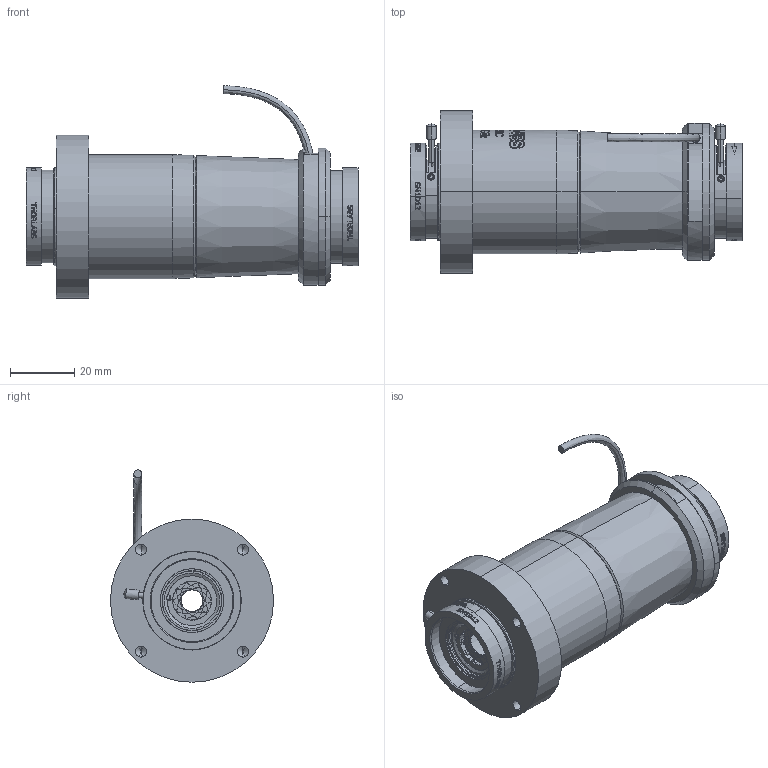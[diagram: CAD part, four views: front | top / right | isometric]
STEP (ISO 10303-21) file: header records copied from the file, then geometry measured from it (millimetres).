
FILE_DESCRIPTION (( 'STEP AP214' ), '1' );
FILE_NAME ('STN051656-E0W.STEP', '2018-10-25T13:17:51', ( '' ), ( '' ), 'SwSTEP 2.0', 'SolidWorks 2018', '' );
FILE_SCHEMA (( 'AUTOMOTIVE_DESIGN' ));
Length unit declared in the file: millimetre
Products named in the file (1): STN051656-E0W
Bounding box: 103.38 x 50.8 x 66.16 mm (x, y, z)
Volume: 62085.5 mm3; surface area: 55337.7 mm2
Topology: 38 solids, 38 shells, 1469 faces, 3935 edges, 2688 vertices
Faces by surface type: plane 579, cylinder 494, bspline 282, cone 102, torus 8, sphere 4
Entity records: 92049 total; most frequent: CARTESIAN_POINT 40195, ORIENTED_EDGE 7838, DIRECTION 6507, EDGE_CURVE 3919, VERTEX_POINT 2688, AXIS2_PLACEMENT_3D 2568, EDGE_LOOP 1715, UNCERTAINTY_MEASURE_WITH_UNIT 1509
